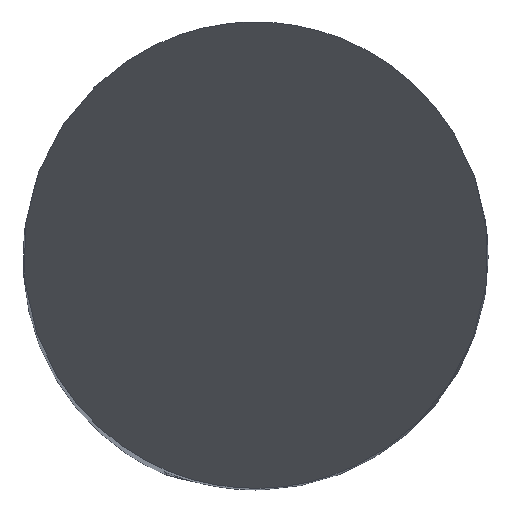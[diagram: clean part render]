
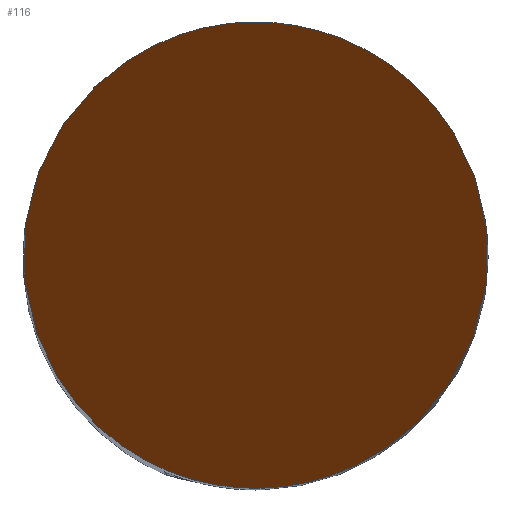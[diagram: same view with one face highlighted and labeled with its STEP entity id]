
A CAD part, top view. The second image highlights one B-rep face of the part: STEP entity #116.
In plain terms, the highlighted planar face has unit normal (0, -0.866, 0.5).
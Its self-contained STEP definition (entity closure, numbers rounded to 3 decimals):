
#116=ADVANCED_FACE('',(#154),#142,.F.);
#142=PLANE('',#518);
#154=FACE_OUTER_BOUND('',#180,.T.);
#180=EDGE_LOOP('',(#206,#207));
#206=ORIENTED_EDGE('',*,*,#382,.F.);
#207=ORIENTED_EDGE('',*,*,#383,.F.);
#338=VERTEX_POINT('',#660);
#339=VERTEX_POINT('',#661);
#382=EDGE_CURVE('',#338,#339,#448,.T.);
#383=EDGE_CURVE('',#339,#338,#449,.T.);
#448=(
BOUNDED_CURVE()
B_SPLINE_CURVE(3,(#656,#657,#658,#659),.UNSPECIFIED.,.F.,.F.)
B_SPLINE_CURVE_WITH_KNOTS((4,4),(0.,1.),.UNSPECIFIED.)
CURVE()
GEOMETRIC_REPRESENTATION_ITEM()
RATIONAL_B_SPLINE_CURVE((1.,0.333,0.333,1.))
REPRESENTATION_ITEM('')
);
#449=(
BOUNDED_CURVE()
B_SPLINE_CURVE(3,(#662,#663,#664,#665),.UNSPECIFIED.,.F.,.F.)
B_SPLINE_CURVE_WITH_KNOTS((4,4),(0.,1.),.UNSPECIFIED.)
CURVE()
GEOMETRIC_REPRESENTATION_ITEM()
RATIONAL_B_SPLINE_CURVE((1.,0.333,0.333,1.))
REPRESENTATION_ITEM('')
);
#518=AXIS2_PLACEMENT_3D('',#666,#553,#554);
#553=DIRECTION('',(0.,0.866,-0.5));
#554=DIRECTION('',(0.,0.5,0.866));
#656=CARTESIAN_POINT('',(0.,-3.5,-6.062));
#657=CARTESIAN_POINT('',(-7.,-3.5,-6.062));
#658=CARTESIAN_POINT('',(-7.,3.5,6.062));
#659=CARTESIAN_POINT('',(0.,3.5,6.062));
#660=CARTESIAN_POINT('',(0.,-3.5,-6.062));
#661=CARTESIAN_POINT('',(0.,3.5,6.062));
#662=CARTESIAN_POINT('',(0.,3.5,6.062));
#663=CARTESIAN_POINT('',(7.,3.5,6.062));
#664=CARTESIAN_POINT('',(7.,-3.5,-6.062));
#665=CARTESIAN_POINT('',(0.,-3.5,-6.062));
#666=CARTESIAN_POINT('',(3.75,-3.5,-6.062));
